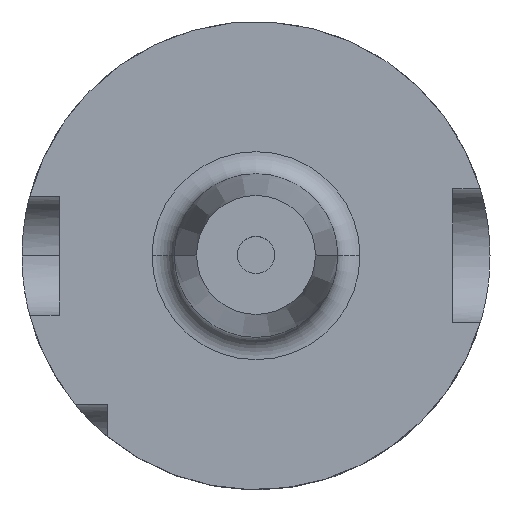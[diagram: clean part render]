
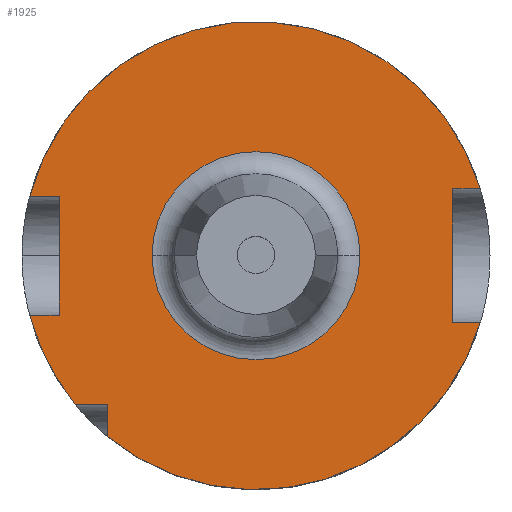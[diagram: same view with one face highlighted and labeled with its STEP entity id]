
A CAD part, top view. The second image highlights one B-rep face of the part: STEP entity #1925.
In plain terms, the highlighted planar face has unit normal (0, 0, 1).
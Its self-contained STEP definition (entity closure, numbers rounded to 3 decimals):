
#68 = ORIENTED_EDGE ( 'NONE', *, *, #745, .F. ) ;
#78 = AXIS2_PLACEMENT_3D ( 'NONE', #3347, #1184, #3292 ) ;
#100 = EDGE_LOOP ( 'NONE', ( #2789, #1002 ) ) ;
#157 = DIRECTION ( 'NONE',  ( 0., 1., 0. ) ) ;
#184 = CARTESIAN_POINT ( 'NONE',  ( 26.5, 11., 26. ) ) ;
#227 = ORIENTED_EDGE ( 'NONE', *, *, #603, .F. ) ;
#316 = VECTOR ( 'NONE', #2834, 1000. ) ;
#343 = CARTESIAN_POINT ( 'NONE',  ( 0., 0., 26. ) ) ;
#344 = EDGE_CURVE ( 'NONE', #1383, #2781, #936, .T. ) ;
#351 = DIRECTION ( 'NONE',  ( 0., 0., -1. ) ) ;
#370 = VERTEX_POINT ( 'NONE', #2662 ) ;
#383 = CARTESIAN_POINT ( 'NONE',  ( 26.5, -9., 26. ) ) ;
#428 = VECTOR ( 'NONE', #2489, 1000. ) ;
#430 = DIRECTION ( 'NONE',  ( -1., 0., 0. ) ) ;
#442 = VERTEX_POINT ( 'NONE', #763 ) ;
#469 = ORIENTED_EDGE ( 'NONE', *, *, #2623, .T. ) ;
#573 = CARTESIAN_POINT ( 'NONE',  ( 0., 0., 26. ) ) ;
#587 = CARTESIAN_POINT ( 'NONE',  ( 0., -20., 26. ) ) ;
#595 = VERTEX_POINT ( 'NONE', #1216 ) ;
#596 = DIRECTION ( 'NONE',  ( -1., 0., 0. ) ) ;
#603 = EDGE_CURVE ( 'NONE', #3481, #1575, #2002, .T. ) ;
#618 = CARTESIAN_POINT ( 'NONE',  ( -30.467, -8., 26. ) ) ;
#662 = EDGE_CURVE ( 'NONE', #2781, #442, #1224, .T. ) ;
#667 = VERTEX_POINT ( 'NONE', #3091 ) ;
#685 = ORIENTED_EDGE ( 'NONE', *, *, #795, .F. ) ;
#745 = EDGE_CURVE ( 'NONE', #370, #1383, #2575, .T. ) ;
#763 = CARTESIAN_POINT ( 'NONE',  ( -26.5, 8., 26. ) ) ;
#786 = EDGE_CURVE ( 'NONE', #1429, #370, #2390, .T. ) ;
#795 = EDGE_CURVE ( 'NONE', #1424, #1577, #1671, .T. ) ;
#805 = AXIS2_PLACEMENT_3D ( 'NONE', #1668, #1604, #2879 ) ;
#831 = CARTESIAN_POINT ( 'NONE',  ( 0., 8., 26. ) ) ;
#838 = CARTESIAN_POINT ( 'NONE',  ( 26.5, 9., 26. ) ) ;
#853 = ORIENTED_EDGE ( 'NONE', *, *, #2733, .T. ) ;
#858 = ORIENTED_EDGE ( 'NONE', *, *, #662, .F. ) ;
#881 = AXIS2_PLACEMENT_3D ( 'NONE', #2301, #1724, #1206 ) ;
#886 = EDGE_CURVE ( 'NONE', #1575, #1429, #2303, .T. ) ;
#912 = ORIENTED_EDGE ( 'NONE', *, *, #1830, .F. ) ;
#936 = LINE ( 'NONE', #2228, #2886 ) ;
#1002 = ORIENTED_EDGE ( 'NONE', *, *, #1723, .T. ) ;
#1034 = LINE ( 'NONE', #2977, #316 ) ;
#1140 = DIRECTION ( 'NONE',  ( 1., 0., 0. ) ) ;
#1184 = DIRECTION ( 'NONE',  ( 0., 0., -1. ) ) ;
#1206 = DIRECTION ( 'NONE',  ( 1., 0., 0. ) ) ;
#1216 = CARTESIAN_POINT ( 'NONE',  ( 14., 0., 26. ) ) ;
#1224 = LINE ( 'NONE', #3260, #428 ) ;
#1253 = VECTOR ( 'NONE', #1140, 1000. ) ;
#1257 = CIRCLE ( 'NONE', #78, 14. ) ;
#1265 = CARTESIAN_POINT ( 'NONE',  ( 0., 9., 26. ) ) ;
#1324 = PLANE ( 'NONE',  #805 ) ;
#1383 = VERTEX_POINT ( 'NONE', #618 ) ;
#1424 = VERTEX_POINT ( 'NONE', #2829 ) ;
#1429 = VERTEX_POINT ( 'NONE', #3646 ) ;
#1456 = DIRECTION ( 'NONE',  ( 0., 0., -1. ) ) ;
#1463 = FACE_OUTER_BOUND ( 'NONE', #1994, .T. ) ;
#1575 = VERTEX_POINT ( 'NONE', #2012 ) ;
#1577 = VERTEX_POINT ( 'NONE', #2581 ) ;
#1604 = DIRECTION ( 'NONE',  ( 0., 0., 1. ) ) ;
#1605 = EDGE_CURVE ( 'NONE', #595, #667, #1257, .T. ) ;
#1668 = CARTESIAN_POINT ( 'NONE',  ( 0., 11., 26. ) ) ;
#1671 = CIRCLE ( 'NONE', #3593, 31.5 ) ;
#1710 = LINE ( 'NONE', #831, #2342 ) ;
#1723 = EDGE_CURVE ( 'NONE', #667, #595, #3314, .T. ) ;
#1724 = DIRECTION ( 'NONE',  ( 0., 0., -1. ) ) ;
#1806 = CARTESIAN_POINT ( 'NONE',  ( -26.5, -8., 26. ) ) ;
#1830 = EDGE_CURVE ( 'NONE', #442, #1424, #1710, .T. ) ;
#1864 = LINE ( 'NONE', #1265, #1253 ) ;
#1909 = DIRECTION ( 'NONE',  ( 0., 0., -1. ) ) ;
#1925 = ADVANCED_FACE ( 'NONE', ( #2152, #1463 ), #1324, .T. ) ;
#1974 = CARTESIAN_POINT ( 'NONE',  ( 30.187, -9., 26. ) ) ;
#1989 = VECTOR ( 'NONE', #157, 1000. ) ;
#1994 = EDGE_LOOP ( 'NONE', ( #3177, #3480, #227, #853, #469, #2337, #685, #912, #858, #2355, #68 ) ) ;
#2002 = CIRCLE ( 'NONE', #2431, 31.5 ) ;
#2012 = CARTESIAN_POINT ( 'NONE',  ( -20., -24.336, 26. ) ) ;
#2026 = DIRECTION ( 'NONE',  ( -1., 0., 0. ) ) ;
#2063 = CARTESIAN_POINT ( 'NONE',  ( 0., 0., 26. ) ) ;
#2078 = DIRECTION ( 'NONE',  ( -1., 0., 0. ) ) ;
#2152 = FACE_BOUND ( 'NONE', #100, .T. ) ;
#2228 = CARTESIAN_POINT ( 'NONE',  ( 0., -8., 26. ) ) ;
#2301 = CARTESIAN_POINT ( 'NONE',  ( 0., 0., 26. ) ) ;
#2303 = LINE ( 'NONE', #2765, #2920 ) ;
#2337 = ORIENTED_EDGE ( 'NONE', *, *, #2381, .T. ) ;
#2342 = VECTOR ( 'NONE', #3114, 1000. ) ;
#2355 = ORIENTED_EDGE ( 'NONE', *, *, #344, .F. ) ;
#2381 = EDGE_CURVE ( 'NONE', #2591, #1577, #1864, .T. ) ;
#2390 = LINE ( 'NONE', #587, #2483 ) ;
#2431 = AXIS2_PLACEMENT_3D ( 'NONE', #573, #1909, #2078 ) ;
#2483 = VECTOR ( 'NONE', #596, 1000. ) ;
#2489 = DIRECTION ( 'NONE',  ( 0., 1., 0. ) ) ;
#2575 = CIRCLE ( 'NONE', #3234, 31.5 ) ;
#2581 = CARTESIAN_POINT ( 'NONE',  ( 30.187, 9., 26. ) ) ;
#2591 = VERTEX_POINT ( 'NONE', #838 ) ;
#2623 = EDGE_CURVE ( 'NONE', #3671, #2591, #3533, .T. ) ;
#2662 = CARTESIAN_POINT ( 'NONE',  ( -24.336, -20., 26. ) ) ;
#2733 = EDGE_CURVE ( 'NONE', #3481, #3671, #1034, .T. ) ;
#2765 = CARTESIAN_POINT ( 'NONE',  ( -20., 11., 26. ) ) ;
#2781 = VERTEX_POINT ( 'NONE', #1806 ) ;
#2789 = ORIENTED_EDGE ( 'NONE', *, *, #1605, .T. ) ;
#2829 = CARTESIAN_POINT ( 'NONE',  ( -30.467, 8., 26. ) ) ;
#2834 = DIRECTION ( 'NONE',  ( -1., 0., 0. ) ) ;
#2879 = DIRECTION ( 'NONE',  ( 1., 0., 0. ) ) ;
#2886 = VECTOR ( 'NONE', #3183, 1000. ) ;
#2920 = VECTOR ( 'NONE', #3148, 1000. ) ;
#2977 = CARTESIAN_POINT ( 'NONE',  ( 0., -9., 26. ) ) ;
#3091 = CARTESIAN_POINT ( 'NONE',  ( -14., 0., 26. ) ) ;
#3114 = DIRECTION ( 'NONE',  ( -1., 0., 0. ) ) ;
#3148 = DIRECTION ( 'NONE',  ( 0., 1., 0. ) ) ;
#3177 = ORIENTED_EDGE ( 'NONE', *, *, #786, .F. ) ;
#3183 = DIRECTION ( 'NONE',  ( 1., 0., 0. ) ) ;
#3234 = AXIS2_PLACEMENT_3D ( 'NONE', #343, #351, #430 ) ;
#3260 = CARTESIAN_POINT ( 'NONE',  ( -26.5, 11., 26. ) ) ;
#3292 = DIRECTION ( 'NONE',  ( 1., 0., 0. ) ) ;
#3314 = CIRCLE ( 'NONE', #881, 14. ) ;
#3347 = CARTESIAN_POINT ( 'NONE',  ( 0., 0., 26. ) ) ;
#3480 = ORIENTED_EDGE ( 'NONE', *, *, #886, .F. ) ;
#3481 = VERTEX_POINT ( 'NONE', #1974 ) ;
#3533 = LINE ( 'NONE', #184, #1989 ) ;
#3593 = AXIS2_PLACEMENT_3D ( 'NONE', #2063, #1456, #2026 ) ;
#3646 = CARTESIAN_POINT ( 'NONE',  ( -20., -20., 26. ) ) ;
#3671 = VERTEX_POINT ( 'NONE', #383 ) ;
